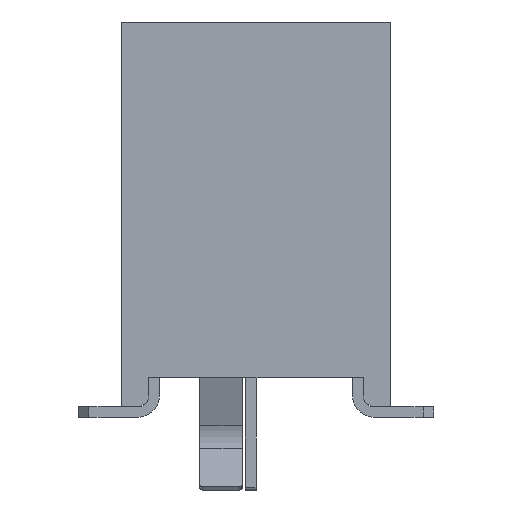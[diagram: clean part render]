
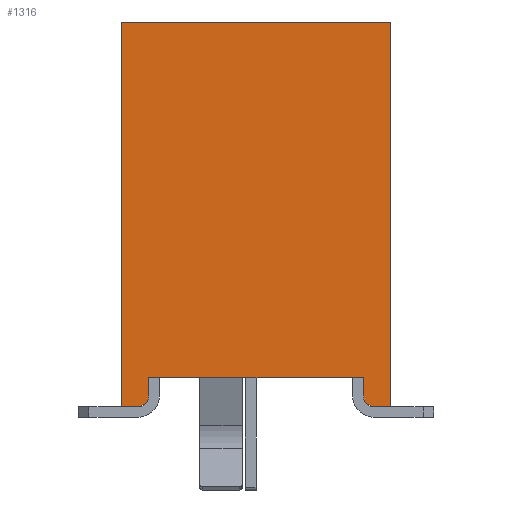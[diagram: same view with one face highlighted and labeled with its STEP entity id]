
A CAD part, left-side view. The second image highlights one B-rep face of the part: STEP entity #1316.
In plain terms, the highlighted planar face has unit normal (-1, 0, 0).
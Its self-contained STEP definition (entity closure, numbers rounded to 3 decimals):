
#1316 = ADVANCED_FACE( '', ( #2767 ), #2768, .T. );
#2767 = FACE_OUTER_BOUND( '', #4327, .T. );
#2768 = PLANE( '', #4328 );
#4327 = EDGE_LOOP( '', ( #8445, #8446, #8447, #8448, #8449, #8450, #8451, #8452, #8453, #8454 ) );
#4328 = AXIS2_PLACEMENT_3D( '', #8455, #8456, #8457 );
#8445 = ORIENTED_EDGE( '', *, *, #9283, .F. );
#8446 = ORIENTED_EDGE( '', *, *, #9480, .T. );
#8447 = ORIENTED_EDGE( '', *, *, #9977, .T. );
#8448 = ORIENTED_EDGE( '', *, *, #10523, .T. );
#8449 = ORIENTED_EDGE( '', *, *, #10394, .T. );
#8450 = ORIENTED_EDGE( '', *, *, #10475, .T. );
#8451 = ORIENTED_EDGE( '', *, *, #10495, .F. );
#8452 = ORIENTED_EDGE( '', *, *, #10239, .T. );
#8453 = ORIENTED_EDGE( '', *, *, #9788, .T. );
#8454 = ORIENTED_EDGE( '', *, *, #10354, .F. );
#8455 = CARTESIAN_POINT( '', ( -20.57, -2.54, -3.62 ) );
#8456 = DIRECTION( '', ( -1., 0., 0. ) );
#8457 = DIRECTION( '', ( 0., 0., 1. ) );
#9283 = EDGE_CURVE( '', #11255, #11257, #11258, .T. );
#9480 = EDGE_CURVE( '', #11255, #11577, #11578, .T. );
#9788 = EDGE_CURVE( '', #12051, #12048, #12052, .T. );
#9977 = EDGE_CURVE( '', #11577, #12322, #12323, .T. );
#10239 = EDGE_CURVE( '', #12672, #12051, #12673, .T. );
#10354 = EDGE_CURVE( '', #11257, #12048, #12813, .T. );
#10394 = EDGE_CURVE( '', #12858, #12856, #12859, .T. );
#10475 = EDGE_CURVE( '', #12856, #12950, #12951, .T. );
#10495 = EDGE_CURVE( '', #12672, #12950, #12974, .T. );
#10523 = EDGE_CURVE( '', #12322, #12858, #13003, .T. );
#11255 = VERTEX_POINT( '', #14030 );
#11257 = VERTEX_POINT( '', #14033 );
#11258 = LINE( '', #14034, #14035 );
#11577 = VERTEX_POINT( '', #14505 );
#11578 = CIRCLE( '', #14506, 0.2 );
#12048 = VERTEX_POINT( '', #15208 );
#12051 = VERTEX_POINT( '', #15212 );
#12052 = LINE( '', #15213, #15214 );
#12322 = VERTEX_POINT( '', #15630 );
#12323 = LINE( '', #15631, #15632 );
#12672 = VERTEX_POINT( '', #16165 );
#12673 = LINE( '', #16166, #16167 );
#12813 = LINE( '', #16383, #16384 );
#12856 = VERTEX_POINT( '', #16449 );
#12858 = VERTEX_POINT( '', #16452 );
#12859 = LINE( '', #16453, #16454 );
#12950 = VERTEX_POINT( '', #16593 );
#12951 = CIRCLE( '', #16594, 0.2 );
#12974 = LINE( '', #16626, #16627 );
#13003 = LINE( '', #16672, #16673 );
#14030 = CARTESIAN_POINT( '', ( -20.57, 2.22, -3.62 ) );
#14033 = CARTESIAN_POINT( '', ( -20.57, 2.54, -3.62 ) );
#14034 = CARTESIAN_POINT( '', ( -20.57, -2.54, -3.62 ) );
#14035 = VECTOR( '', #17133, 1000. );
#14505 = CARTESIAN_POINT( '', ( -20.57, 2.02, -3.42 ) );
#14506 = AXIS2_PLACEMENT_3D( '', #17291, #17292, #17293 );
#15208 = CARTESIAN_POINT( '', ( -20.57, 2.54, 3.62 ) );
#15212 = CARTESIAN_POINT( '', ( -20.57, -2.54, 3.62 ) );
#15213 = CARTESIAN_POINT( '', ( -20.57, -2.54, 3.62 ) );
#15214 = VECTOR( '', #17569, 1000. );
#15630 = CARTESIAN_POINT( '', ( -20.57, 2.02, -3.08 ) );
#15631 = CARTESIAN_POINT( '', ( -20.57, 2.02, -3.62 ) );
#15632 = VECTOR( '', #17719, 1000. );
#16165 = CARTESIAN_POINT( '', ( -20.57, -2.54, -3.62 ) );
#16166 = CARTESIAN_POINT( '', ( -20.57, -2.54, -3.62 ) );
#16167 = VECTOR( '', #17919, 1000. );
#16383 = CARTESIAN_POINT( '', ( -20.57, 2.54, -3.62 ) );
#16384 = VECTOR( '', #17987, 1000. );
#16449 = CARTESIAN_POINT( '', ( -20.57, -2.02, -3.42 ) );
#16452 = CARTESIAN_POINT( '', ( -20.57, -2.02, -3.08 ) );
#16453 = CARTESIAN_POINT( '', ( -20.57, -2.02, -3.62 ) );
#16454 = VECTOR( '', #18014, 1000. );
#16593 = CARTESIAN_POINT( '', ( -20.57, -2.22, -3.62 ) );
#16594 = AXIS2_PLACEMENT_3D( '', #18072, #18073, #18074 );
#16626 = CARTESIAN_POINT( '', ( -20.57, -2.54, -3.62 ) );
#16627 = VECTOR( '', #18090, 1000. );
#16672 = CARTESIAN_POINT( '', ( -20.57, -2.54, -3.08 ) );
#16673 = VECTOR( '', #18107, 1000. );
#17133 = DIRECTION( '', ( 0., 1., 0. ) );
#17291 = CARTESIAN_POINT( '', ( -20.57, 2.22, -3.42 ) );
#17292 = DIRECTION( '', ( -1., 0., 0. ) );
#17293 = DIRECTION( '', ( 0., 0., 1. ) );
#17569 = DIRECTION( '', ( 0., 1., 0. ) );
#17719 = DIRECTION( '', ( 0., 0., 1. ) );
#17919 = DIRECTION( '', ( 0., 0., 1. ) );
#17987 = DIRECTION( '', ( 0., 0., 1. ) );
#18014 = DIRECTION( '', ( 0., 0., -1. ) );
#18072 = CARTESIAN_POINT( '', ( -20.57, -2.22, -3.42 ) );
#18073 = DIRECTION( '', ( -1., 0., 0. ) );
#18074 = DIRECTION( '', ( 0., 0., 1. ) );
#18090 = DIRECTION( '', ( 0., 1., 0. ) );
#18107 = DIRECTION( '', ( 0., -1., 0. ) );
